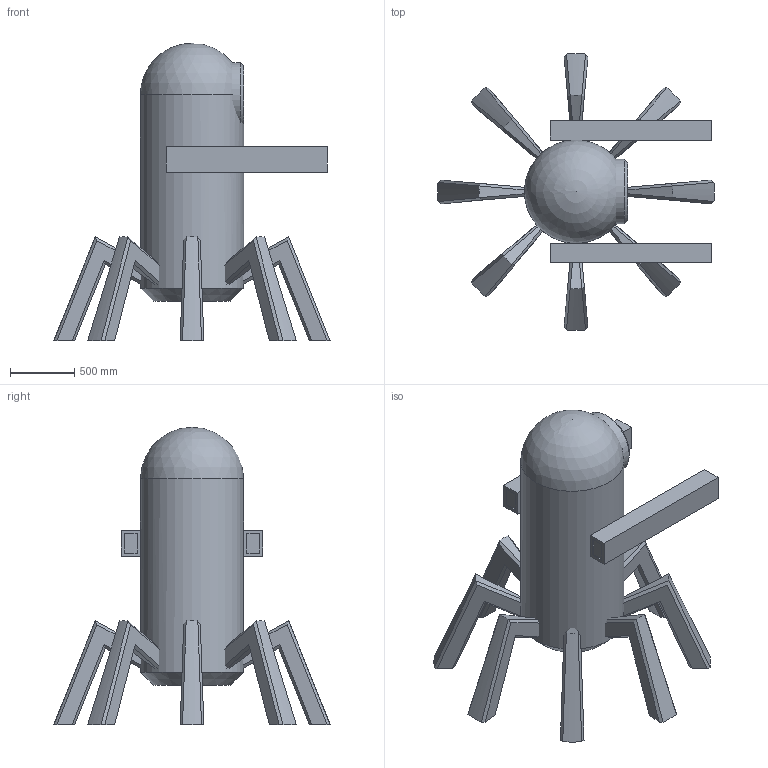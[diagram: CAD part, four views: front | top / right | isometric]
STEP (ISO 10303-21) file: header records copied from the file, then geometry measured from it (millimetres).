
FILE_DESCRIPTION(/* description */ (''),/* implementation_level */ '2;1');
FILE_NAME(/* name */ 'Crewmate #1.step',/* time_stamp */ '2022-09-28T20:55:34-05:00',/* author */ (''),/* organization */ (''),/* preprocessor_version */ 'ST-DEVELOPER v19',/* originating_system */ 'Autodesk Translation Framework v11.7.0.108',/* authorisation */ '');
FILE_SCHEMA (('AUTOMOTIVE_DESIGN { 1 0 10303 214 3 1 1 }'));
Length unit declared in the file: millimetre
Products named in the file (1): #6379
Bounding box: 2144.01 x 2144.01 x 2305.71 mm (x, y, z)
Volume: 1194812454.5 mm3; surface area: 12896876.2 mm2
Topology: 12 solids, 12 shells, 162 faces, 423 edges, 287 vertices
Faces by surface type: bspline 64, plane 51, cone 42, cylinder 4, sphere 1
Full cylindrical faces by diameter (mm): 75 x2, 500 x1, 800 x1
Entity records: 6404 total; most frequent: CARTESIAN_POINT 2954, ORIENTED_EDGE 844, EDGE_CURVE 422, DIRECTION 408, VERTEX_POINT 287, B_SPLINE_CURVE_WITH_KNOTS 274, EDGE_LOOP 165, FACE_OUTER_BOUND 162
